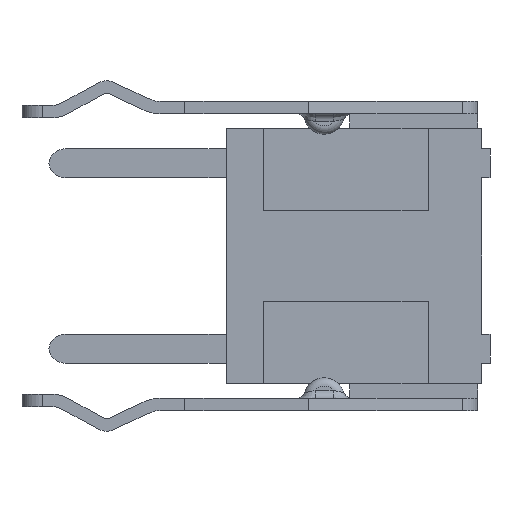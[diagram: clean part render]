
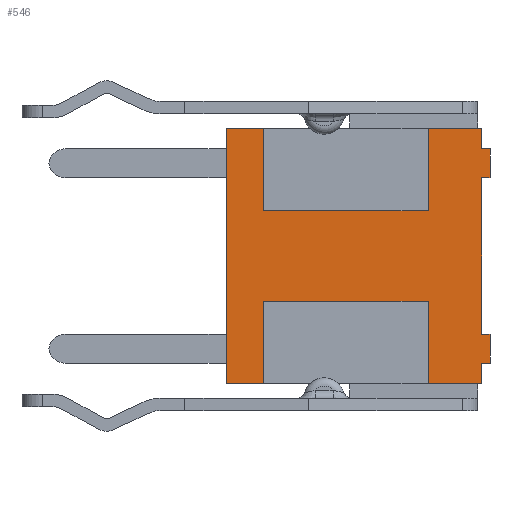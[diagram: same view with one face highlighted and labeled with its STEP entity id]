
A CAD part, front view. The second image highlights one B-rep face of the part: STEP entity #546.
In plain terms, the highlighted planar face has unit normal (0, -1, 0).
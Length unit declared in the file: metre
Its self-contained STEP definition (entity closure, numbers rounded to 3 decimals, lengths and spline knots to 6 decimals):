
#546 = ADVANCED_FACE( '', ( #1207 ), #1208, .T. );
#1207 = FACE_OUTER_BOUND( '', #1963, .T. );
#1208 = PLANE( '', #1964 );
#1319 = EDGE_CURVE( '', #2312, #2310, #2313, .T. );
#1379 = EDGE_CURVE( '', #2415, #2312, #2416, .T. );
#1448 = EDGE_CURVE( '', #2530, #2528, #2531, .T. );
#1490 = EDGE_CURVE( '', #2605, #2606, #2607, .T. );
#1534 = EDGE_CURVE( '', #2310, #2675, #2676, .T. );
#1556 = EDGE_CURVE( '', #2528, #2605, #2707, .T. );
#1963 = EDGE_LOOP( '', ( #3169, #3170, #3171, #3172, #3173, #3174, #3175, #3176, #3177, #3178, #3179, #3180, #3181, #3182, #3183, #3184, #3185, #3186, #3187, #3188 ) );
#1964 = AXIS2_PLACEMENT_3D( '', #3189, #3190, #3191 );
#2310 = VERTEX_POINT( '', #3547 );
#2312 = VERTEX_POINT( '', #3550 );
#2313 = LINE( '', #3551, #3552 );
#2415 = VERTEX_POINT( '', #3696 );
#2416 = LINE( '', #3697, #3698 );
#2528 = VERTEX_POINT( '', #3898 );
#2530 = VERTEX_POINT( '', #3901 );
#2531 = LINE( '', #3902, #3903 );
#2605 = VERTEX_POINT( '', #4029 );
#2606 = VERTEX_POINT( '', #4030 );
#2607 = LINE( '', #4031, #4032 );
#2675 = VERTEX_POINT( '', #4139 );
#2676 = LINE( '', #4140, #4141 );
#2707 = LINE( '', #4181, #4182 );
#3169 = ORIENTED_EDGE( '', *, *, #4306, .T. );
#3170 = ORIENTED_EDGE( '', *, *, #4356, .T. );
#3171 = ORIENTED_EDGE( '', *, *, #4357, .T. );
#3172 = ORIENTED_EDGE( '', *, *, #4358, .T. );
#3173 = ORIENTED_EDGE( '', *, *, #4341, .F. );
#3174 = ORIENTED_EDGE( '', *, *, #4359, .F. );
#3175 = ORIENTED_EDGE( '', *, *, #4360, .T. );
#3176 = ORIENTED_EDGE( '', *, *, #4333, .T. );
#3177 = ORIENTED_EDGE( '', *, *, #1448, .T. );
#3178 = ORIENTED_EDGE( '', *, *, #1556, .T. );
#3179 = ORIENTED_EDGE( '', *, *, #1490, .T. );
#3180 = ORIENTED_EDGE( '', *, *, #4332, .F. );
#3181 = ORIENTED_EDGE( '', *, *, #1379, .T. );
#3182 = ORIENTED_EDGE( '', *, *, #1319, .T. );
#3183 = ORIENTED_EDGE( '', *, *, #1534, .T. );
#3184 = ORIENTED_EDGE( '', *, *, #4331, .T. );
#3185 = ORIENTED_EDGE( '', *, *, #4301, .T. );
#3186 = ORIENTED_EDGE( '', *, *, #4361, .T. );
#3187 = ORIENTED_EDGE( '', *, *, #4362, .F. );
#3188 = ORIENTED_EDGE( '', *, *, #4363, .F. );
#3189 = CARTESIAN_POINT( '', ( 0., -0.00005, 0. ) );
#3190 = DIRECTION( '', ( 0., -1., 0. ) );
#3191 = DIRECTION( '', ( 0., 0., -1. ) );
#3547 = CARTESIAN_POINT( '', ( 0.0033, -0.00005, 0.0026 ) );
#3550 = CARTESIAN_POINT( '', ( 0.0033, -0.00005, 0.0019 ) );
#3551 = CARTESIAN_POINT( '', ( 0.0033, -0.00005, 0.0019 ) );
#3552 = VECTOR( '', #4411, 1. );
#3696 = CARTESIAN_POINT( '', ( 0.0031, -0.00005, 0.0019 ) );
#3697 = CARTESIAN_POINT( '', ( 0.0031, -0.00005, 0.0019 ) );
#3698 = VECTOR( '', #4469, 1. );
#3898 = CARTESIAN_POINT( '', ( 0.0033, -0.00005, -0.0026 ) );
#3901 = CARTESIAN_POINT( '', ( 0.0031, -0.00005, -0.0026 ) );
#3902 = CARTESIAN_POINT( '', ( 0.0031, -0.00005, -0.0026 ) );
#3903 = VECTOR( '', #4537, 1. );
#4029 = CARTESIAN_POINT( '', ( 0.0033, -0.00005, -0.0019 ) );
#4030 = CARTESIAN_POINT( '', ( 0.0031, -0.00005, -0.0019 ) );
#4031 = CARTESIAN_POINT( '', ( 0.0033, -0.00005, -0.0019 ) );
#4032 = VECTOR( '', #4587, 1. );
#4139 = CARTESIAN_POINT( '', ( 0.0031, -0.00005, 0.0026 ) );
#4140 = CARTESIAN_POINT( '', ( 0.0033, -0.00005, 0.0026 ) );
#4141 = VECTOR( '', #4638, 1. );
#4181 = CARTESIAN_POINT( '', ( 0.0033, -0.00005, -0.0026 ) );
#4182 = VECTOR( '', #4669, 1. );
#4301 = EDGE_CURVE( '', #4829, #4826, #4830, .T. );
#4306 = EDGE_CURVE( '', #4838, #4836, #4839, .T. );
#4331 = EDGE_CURVE( '', #2675, #4829, #4872, .T. );
#4332 = EDGE_CURVE( '', #2415, #2606, #4873, .T. );
#4333 = EDGE_CURVE( '', #4874, #2530, #4875, .T. );
#4341 = EDGE_CURVE( '', #4887, #4882, #4889, .T. );
#4356 = EDGE_CURVE( '', #4836, #4908, #4910, .T. );
#4357 = EDGE_CURVE( '', #4908, #4911, #4912, .T. );
#4358 = EDGE_CURVE( '', #4911, #4882, #4913, .T. );
#4359 = EDGE_CURVE( '', #4914, #4887, #4915, .T. );
#4360 = EDGE_CURVE( '', #4914, #4874, #4916, .T. );
#4361 = EDGE_CURVE( '', #4826, #4917, #4918, .T. );
#4362 = EDGE_CURVE( '', #4919, #4917, #4920, .T. );
#4363 = EDGE_CURVE( '', #4838, #4919, #4921, .T. );
#4411 = DIRECTION( '', ( 0., 0., 1. ) );
#4469 = DIRECTION( '', ( 1., 0., 0. ) );
#4537 = DIRECTION( '', ( 1., 0., 0. ) );
#4587 = DIRECTION( '', ( -1., 0., 0. ) );
#4638 = DIRECTION( '', ( -1., 0., 0. ) );
#4669 = DIRECTION( '', ( 0., 0., 1. ) );
#4826 = VERTEX_POINT( '', #5214 );
#4829 = VERTEX_POINT( '', #5218 );
#4830 = LINE( '', #5219, #5220 );
#4836 = VERTEX_POINT( '', #5229 );
#4838 = VERTEX_POINT( '', #5232 );
#4839 = LINE( '', #5233, #5234 );
#4872 = LINE( '', #5282, #5283 );
#4873 = LINE( '', #5284, #5285 );
#4874 = VERTEX_POINT( '', #5286 );
#4875 = LINE( '', #5287, #5288 );
#4882 = VERTEX_POINT( '', #5298 );
#4887 = VERTEX_POINT( '', #5305 );
#4889 = LINE( '', #5308, #5309 );
#4908 = VERTEX_POINT( '', #5341 );
#4910 = LINE( '', #5344, #5345 );
#4911 = VERTEX_POINT( '', #5346 );
#4912 = LINE( '', #5347, #5348 );
#4913 = LINE( '', #5349, #5350 );
#4914 = VERTEX_POINT( '', #5351 );
#4915 = LINE( '', #5352, #5353 );
#4916 = LINE( '', #5354, #5355 );
#4917 = VERTEX_POINT( '', #5356 );
#4918 = LINE( '', #5357, #5358 );
#4919 = VERTEX_POINT( '', #5359 );
#4920 = LINE( '', #5360, #5361 );
#4921 = LINE( '', #5362, #5363 );
#5214 = CARTESIAN_POINT( '', ( 0.0018, -0.00005, 0.0031 ) );
#5218 = CARTESIAN_POINT( '', ( 0.0031, -0.00005, 0.0031 ) );
#5219 = CARTESIAN_POINT( '', ( 0.0031, -0.00005, 0.0031 ) );
#5220 = VECTOR( '', #5616, 1. );
#5229 = CARTESIAN_POINT( '', ( -0.0031, -0.00005, 0.0031 ) );
#5232 = CARTESIAN_POINT( '', ( -0.0022, -0.00005, 0.0031 ) );
#5233 = CARTESIAN_POINT( '', ( -0.0022, -0.00005, 0.0031 ) );
#5234 = VECTOR( '', #5621, 1. );
#5282 = CARTESIAN_POINT( '', ( 0.0031, -0.00005, 0.0026 ) );
#5283 = VECTOR( '', #5664, 1. );
#5284 = CARTESIAN_POINT( '', ( 0.0031, -0.00005, 0.0019 ) );
#5285 = VECTOR( '', #5665, 1. );
#5286 = CARTESIAN_POINT( '', ( 0.0031, -0.00005, -0.0031 ) );
#5287 = CARTESIAN_POINT( '', ( 0.0031, -0.00005, -0.0031 ) );
#5288 = VECTOR( '', #5666, 1. );
#5298 = CARTESIAN_POINT( '', ( -0.0022, -0.00005, -0.0011 ) );
#5305 = CARTESIAN_POINT( '', ( 0.0018, -0.00005, -0.0011 ) );
#5308 = CARTESIAN_POINT( '', ( 0.0018, -0.00005, -0.0011 ) );
#5309 = VECTOR( '', #5676, 1. );
#5341 = CARTESIAN_POINT( '', ( -0.0031, -0.00005, -0.0031 ) );
#5344 = CARTESIAN_POINT( '', ( -0.0031, -0.00005, 0.0031 ) );
#5345 = VECTOR( '', #5691, 1. );
#5346 = CARTESIAN_POINT( '', ( -0.0022, -0.00005, -0.0031 ) );
#5347 = CARTESIAN_POINT( '', ( -0.0031, -0.00005, -0.0031 ) );
#5348 = VECTOR( '', #5692, 1. );
#5349 = CARTESIAN_POINT( '', ( -0.0022, -0.00005, -0.0031 ) );
#5350 = VECTOR( '', #5693, 1. );
#5351 = CARTESIAN_POINT( '', ( 0.0018, -0.00005, -0.0031 ) );
#5352 = CARTESIAN_POINT( '', ( 0.0018, -0.00005, -0.0031 ) );
#5353 = VECTOR( '', #5694, 1. );
#5354 = CARTESIAN_POINT( '', ( 0.0018, -0.00005, -0.0031 ) );
#5355 = VECTOR( '', #5695, 1. );
#5356 = CARTESIAN_POINT( '', ( 0.0018, -0.00005, 0.0011 ) );
#5357 = CARTESIAN_POINT( '', ( 0.0018, -0.00005, 0.0031 ) );
#5358 = VECTOR( '', #5696, 1. );
#5359 = CARTESIAN_POINT( '', ( -0.0022, -0.00005, 0.0011 ) );
#5360 = CARTESIAN_POINT( '', ( -0.0022, -0.00005, 0.0011 ) );
#5361 = VECTOR( '', #5697, 1. );
#5362 = CARTESIAN_POINT( '', ( -0.0022, -0.00005, 0.0031 ) );
#5363 = VECTOR( '', #5698, 1. );
#5616 = DIRECTION( '', ( -1., 0., 0. ) );
#5621 = DIRECTION( '', ( -1., 0., 0. ) );
#5664 = DIRECTION( '', ( 0., 0., 1. ) );
#5665 = DIRECTION( '', ( 0., 0., -1. ) );
#5666 = DIRECTION( '', ( 0., 0., 1. ) );
#5676 = DIRECTION( '', ( -1., 0., 0. ) );
#5691 = DIRECTION( '', ( 0., 0., -1. ) );
#5692 = DIRECTION( '', ( 1., 0., 0. ) );
#5693 = DIRECTION( '', ( 0., 0., 1. ) );
#5694 = DIRECTION( '', ( 0., 0., 1. ) );
#5695 = DIRECTION( '', ( 1., 0., 0. ) );
#5696 = DIRECTION( '', ( 0., 0., -1. ) );
#5697 = DIRECTION( '', ( 1., 0., 0. ) );
#5698 = DIRECTION( '', ( 0., 0., -1. ) );
